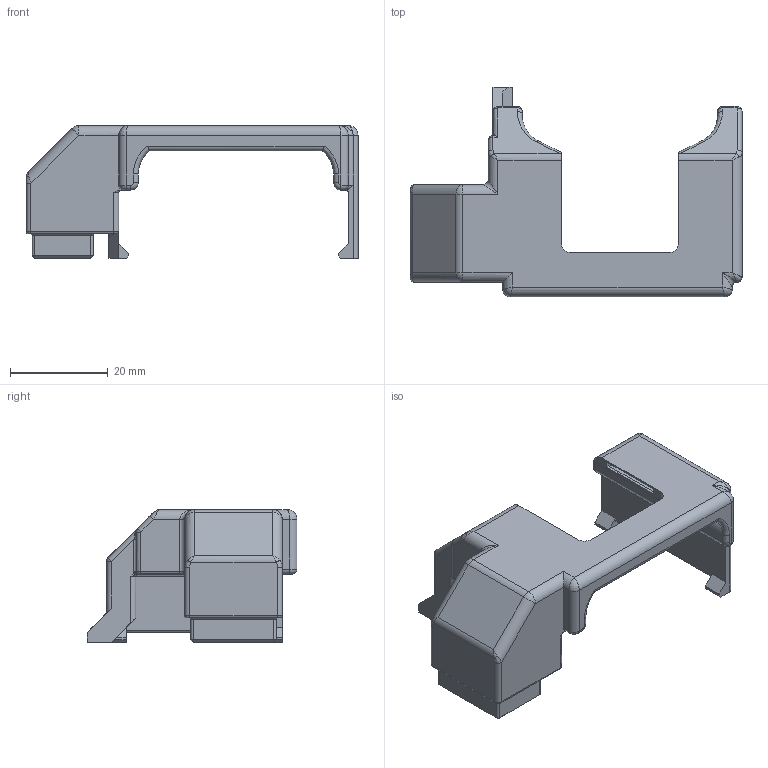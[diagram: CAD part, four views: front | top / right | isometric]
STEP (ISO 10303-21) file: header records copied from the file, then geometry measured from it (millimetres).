
FILE_DESCRIPTION(/* description */ ('Alibre Inc.'),/* implementation_level */ '2;1');
FILE_NAME(/* name */ 'export0',/* time_stamp */ '2015-03-25T14:02:51+00:00',/* author */ (''),/* organization */ (''),/* preprocessor_version */ 'ST-DEVELOPER v14',/* originating_system */ 'Alibre',/* authorisation */ '');
FILE_SCHEMA (('CONFIG_CONTROL_DESIGN'));
Length unit declared in the file: centimetre
Products named in the file (1): ID_1
Bounding box: 68 x 43 x 27.2 mm (x, y, z)
Volume: 6800.2 mm3; surface area: 11724.3 mm2
Topology: 1 solids, 4 shells, 413 faces, 1067 edges, 629 vertices
Faces by surface type: plane 202, cylinder 121, torus 32, bspline 31, cone 16, sphere 11
Entity records: 15208 total; most frequent: CARTESIAN_POINT 5594, ORIENTED_EDGE 2074, DIRECTION 1792, EDGE_CURVE 1037, AXIS2_PLACEMENT_3D 682, VECTOR 647, LINE 647, VERTEX_POINT 629
